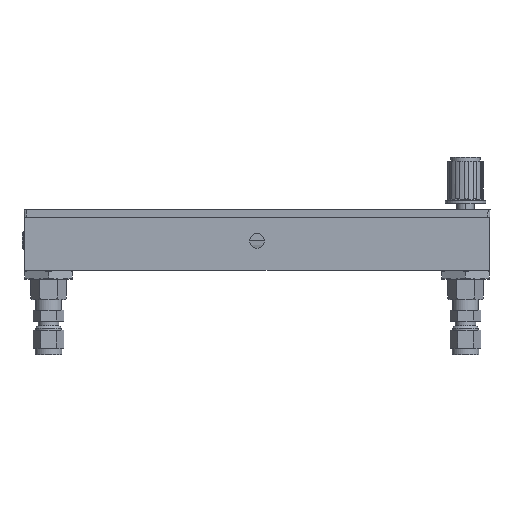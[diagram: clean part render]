
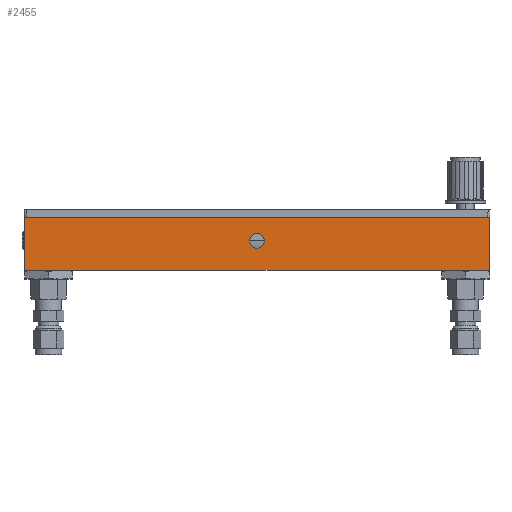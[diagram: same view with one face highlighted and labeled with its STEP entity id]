
A CAD part, left-side view. The second image highlights one B-rep face of the part: STEP entity #2455.
In plain terms, the highlighted planar face has unit normal (-1, 0, 0).
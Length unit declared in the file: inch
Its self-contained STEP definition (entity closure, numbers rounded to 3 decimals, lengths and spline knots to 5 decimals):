
#225 = ORIENTED_EDGE ( 'NONE', *, *, #12438, .F. ) ;
#305 = EDGE_CURVE ( 'NONE', #8155, #8028, #1152, .T. ) ;
#881 = DIRECTION ( 'NONE',  ( 0., 0., -1. ) ) ;
#896 = DIRECTION ( 'NONE',  ( 1., 0., 0. ) ) ;
#911 = CARTESIAN_POINT ( 'NONE',  ( -0.58393, 2.3031, -0.05979 ) ) ;
#1152 = CIRCLE ( 'NONE', #1660, 0.15625 ) ;
#1162 = VECTOR ( 'NONE', #11276, 39.37008 ) ;
#1373 = EDGE_LOOP ( 'NONE', ( #12762, #2867 ) ) ;
#1650 = AXIS2_PLACEMENT_3D ( 'NONE', #911, #896, #881 ) ;
#1660 = AXIS2_PLACEMENT_3D ( 'NONE', #8213, #8197, #8192 ) ;
#1816 = VECTOR ( 'NONE', #4721, 39.37008 ) ;
#1861 = EDGE_LOOP ( 'NONE', ( #6652, #225, #10932, #3728 ) ) ;
#1928 = CARTESIAN_POINT ( 'NONE',  ( -0.58393, 7.2081, -0.68479 ) ) ;
#1976 = DIRECTION ( 'NONE',  ( 0., 0., 1. ) ) ;
#1980 = EDGE_CURVE ( 'NONE', #5449, #4681, #3495, .T. ) ;
#2314 = CARTESIAN_POINT ( 'NONE',  ( -0.58393, 2.3031, -0.21604 ) ) ;
#2455 = ADVANCED_FACE ( 'NONE', ( #9606, #3315 ), #7897, .F. ) ;
#2867 = ORIENTED_EDGE ( 'NONE', *, *, #10740, .T. ) ;
#3137 = CIRCLE ( 'NONE', #1650, 0.15625 ) ;
#3230 = CARTESIAN_POINT ( 'NONE',  ( -0.58393, 2.3031, 0.09646 ) ) ;
#3315 = FACE_OUTER_BOUND ( 'NONE', #1861, .T. ) ;
#3411 = CARTESIAN_POINT ( 'NONE',  ( -0.58393, 7.2081, -0.68479 ) ) ;
#3495 = LINE ( 'NONE', #11299, #1162 ) ;
#3728 = ORIENTED_EDGE ( 'NONE', *, *, #1980, .T. ) ;
#4538 = LINE ( 'NONE', #1928, #6128 ) ;
#4681 = VERTEX_POINT ( 'NONE', #8671 ) ;
#4721 = DIRECTION ( 'NONE',  ( 0., 0., 1. ) ) ;
#4725 = CARTESIAN_POINT ( 'NONE',  ( -0.58393, -2.6019, -0.68479 ) ) ;
#5052 = LINE ( 'NONE', #8558, #5387 ) ;
#5387 = VECTOR ( 'NONE', #12525, 39.37008 ) ;
#5449 = VERTEX_POINT ( 'NONE', #3411 ) ;
#5711 = EDGE_CURVE ( 'NONE', #5449, #11664, #4538, .T. ) ;
#5807 = CARTESIAN_POINT ( 'NONE',  ( -0.58393, 7.2081, 0.44021 ) ) ;
#6128 = VECTOR ( 'NONE', #1976, 39.37008 ) ;
#6180 = CARTESIAN_POINT ( 'NONE',  ( -0.58393, -2.6019, 0.44021 ) ) ;
#6652 = ORIENTED_EDGE ( 'NONE', *, *, #7756, .T. ) ;
#7551 = VERTEX_POINT ( 'NONE', #6180 ) ;
#7756 = EDGE_CURVE ( 'NONE', #4681, #7551, #9962, .T. ) ;
#7885 = DIRECTION ( 'NONE',  ( 0., 0., -1. ) ) ;
#7887 = DIRECTION ( 'NONE',  ( 1., 0., 0. ) ) ;
#7897 = PLANE ( 'NONE',  #10098 ) ;
#8028 = VERTEX_POINT ( 'NONE', #3230 ) ;
#8115 = CARTESIAN_POINT ( 'NONE',  ( -0.58393, 7.2081, -0.68479 ) ) ;
#8155 = VERTEX_POINT ( 'NONE', #2314 ) ;
#8192 = DIRECTION ( 'NONE',  ( 0., 0., -1. ) ) ;
#8197 = DIRECTION ( 'NONE',  ( 1., 0., 0. ) ) ;
#8213 = CARTESIAN_POINT ( 'NONE',  ( -0.58393, 2.3031, -0.05979 ) ) ;
#8558 = CARTESIAN_POINT ( 'NONE',  ( -0.58393, 7.2081, 0.44021 ) ) ;
#8671 = CARTESIAN_POINT ( 'NONE',  ( -0.58393, -2.6019, -0.68479 ) ) ;
#9606 = FACE_BOUND ( 'NONE', #1373, .T. ) ;
#9962 = LINE ( 'NONE', #4725, #1816 ) ;
#10098 = AXIS2_PLACEMENT_3D ( 'NONE', #8115, #7887, #7885 ) ;
#10740 = EDGE_CURVE ( 'NONE', #8028, #8155, #3137, .T. ) ;
#10932 = ORIENTED_EDGE ( 'NONE', *, *, #5711, .F. ) ;
#11276 = DIRECTION ( 'NONE',  ( 0., -1., 0. ) ) ;
#11299 = CARTESIAN_POINT ( 'NONE',  ( -0.58393, 7.2081, -0.68479 ) ) ;
#11664 = VERTEX_POINT ( 'NONE', #5807 ) ;
#12438 = EDGE_CURVE ( 'NONE', #11664, #7551, #5052, .T. ) ;
#12525 = DIRECTION ( 'NONE',  ( 0., -1., 0. ) ) ;
#12762 = ORIENTED_EDGE ( 'NONE', *, *, #305, .T. ) ;
